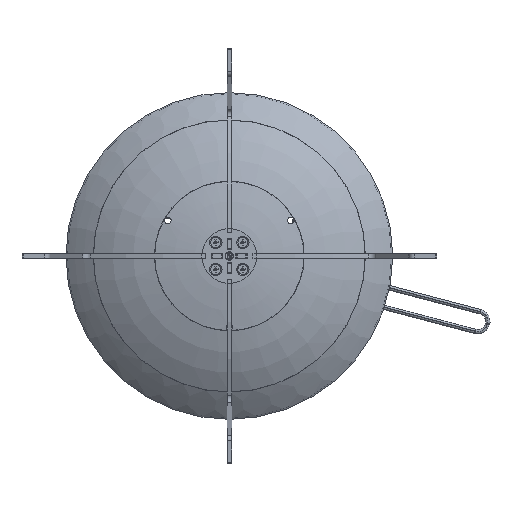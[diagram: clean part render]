
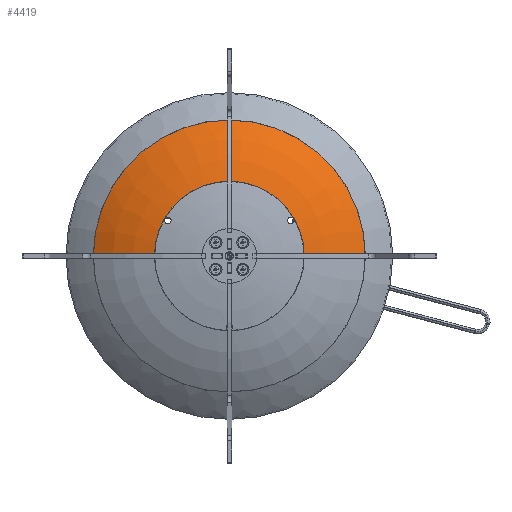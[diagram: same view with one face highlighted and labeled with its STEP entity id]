
A CAD part, front view. The second image highlights one B-rep face of the part: STEP entity #4419.
In plain terms, the highlighted toroidal (fillet/blend) face has major radius 62.033 mm and minor radius 350 mm.
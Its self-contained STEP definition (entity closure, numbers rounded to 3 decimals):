
#239 = AXIS2_PLACEMENT_3D ( 'NONE', #15074, #2941, #22630 ) ;
#394 = EDGE_CURVE ( 'NONE', #18961, #18878, #6170, .T. ) ;
#1505 = EDGE_LOOP ( 'NONE', ( #3881, #17040, #6817, #9024 ) ) ;
#1752 = DIRECTION ( 'NONE',  ( -1., 0., 0. ) ) ;
#2941 = DIRECTION ( 'NONE',  ( 0., 1., 0. ) ) ;
#2987 = EDGE_CURVE ( 'NONE', #18961, #19151, #22169, .T. ) ;
#3664 = DIRECTION ( 'NONE',  ( 0., 1., 0. ) ) ;
#3881 = ORIENTED_EDGE ( 'NONE', *, *, #394, .T. ) ;
#4419 = ADVANCED_FACE ( 'NONE', ( #10965 ), #19603, .T. ) ;
#4731 = CIRCLE ( 'NONE', #17782, 350. ) ;
#4946 = CARTESIAN_POINT ( 'NONE',  ( 62.033, 257.877, 0. ) ) ;
#5341 = VERTEX_POINT ( 'NONE', #10387 ) ;
#5505 = AXIS2_PLACEMENT_3D ( 'NONE', #19391, #3664, #9036 ) ;
#6170 = CIRCLE ( 'NONE', #239, 137. ) ;
#6817 = ORIENTED_EDGE ( 'NONE', *, *, #13027, .F. ) ;
#7907 = CARTESIAN_POINT ( 'NONE',  ( -249., -38., 0. ) ) ;
#9024 = ORIENTED_EDGE ( 'NONE', *, *, #2987, .F. ) ;
#9036 = DIRECTION ( 'NONE',  ( -1., 0., 0. ) ) ;
#9265 = DIRECTION ( 'NONE',  ( 0., 1., 0. ) ) ;
#9955 = AXIS2_PLACEMENT_3D ( 'NONE', #21080, #22939, #1752 ) ;
#10387 = CARTESIAN_POINT ( 'NONE',  ( 249., -38., 0. ) ) ;
#10965 = FACE_OUTER_BOUND ( 'NONE', #1505, .T. ) ;
#12617 = CIRCLE ( 'NONE', #5505, 249. ) ;
#13027 = EDGE_CURVE ( 'NONE', #19151, #5341, #12617, .T. ) ;
#14392 = DIRECTION ( 'NONE',  ( 0., 0., -1. ) ) ;
#15074 = CARTESIAN_POINT ( 'NONE',  ( 0., -84., 0. ) ) ;
#17040 = ORIENTED_EDGE ( 'NONE', *, *, #19662, .T. ) ;
#17782 = AXIS2_PLACEMENT_3D ( 'NONE', #4946, #21149, #22667 ) ;
#17991 = CARTESIAN_POINT ( 'NONE',  ( -62.033, 257.877, 0. ) ) ;
#18074 = AXIS2_PLACEMENT_3D ( 'NONE', #17991, #14392, #9265 ) ;
#18507 = CARTESIAN_POINT ( 'NONE',  ( -137., -84., 0. ) ) ;
#18878 = VERTEX_POINT ( 'NONE', #22505 ) ;
#18961 = VERTEX_POINT ( 'NONE', #18507 ) ;
#19151 = VERTEX_POINT ( 'NONE', #7907 ) ;
#19391 = CARTESIAN_POINT ( 'NONE',  ( 0., -38., 0. ) ) ;
#19603 = TOROIDAL_SURFACE ( 'NONE', #9955, 62.033, 350. ) ;
#19662 = EDGE_CURVE ( 'NONE', #18878, #5341, #4731, .T. ) ;
#21080 = CARTESIAN_POINT ( 'NONE',  ( 0., 257.877, 0. ) ) ;
#21149 = DIRECTION ( 'NONE',  ( 0., 0., 1. ) ) ;
#22169 = CIRCLE ( 'NONE', #18074, 350. ) ;
#22505 = CARTESIAN_POINT ( 'NONE',  ( 137., -84., 0. ) ) ;
#22630 = DIRECTION ( 'NONE',  ( -1., 0., 0. ) ) ;
#22667 = DIRECTION ( 'NONE',  ( 1., 0., 0. ) ) ;
#22939 = DIRECTION ( 'NONE',  ( 0., 1., 0. ) ) ;
